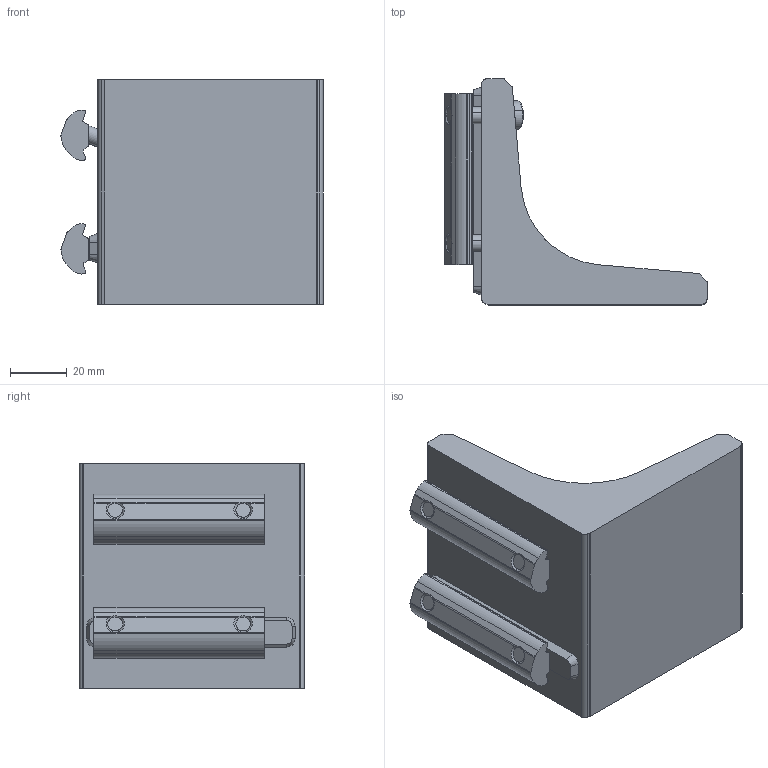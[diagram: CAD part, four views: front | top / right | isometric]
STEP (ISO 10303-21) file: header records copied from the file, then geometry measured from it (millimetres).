
FILE_DESCRIPTION (( 'STEP AP214' ), '1' );
FILE_NAME ('80mm MD Universal Corner Bracket Kit(40CUB-0521-001-01).STEP', '2023-08-08T21:16:32', ( '' ), ( '' ), 'SwSTEP 2.0', 'SolidWorks 2020', '' );
FILE_SCHEMA (( 'AUTOMOTIVE_DESIGN' ));
Length unit declared in the file: millimetre
Products named in the file (1): 80mm MD Universal Corner Bracket Kit(40CUB-0521-001-01)
Bounding box: 92.19 x 79.5 x 79 mm (x, y, z)
Volume: 175626.4 mm3; surface area: 39688.5 mm2
Topology: 7 solids, 7 shells, 253 faces, 602 edges, 372 vertices
Faces by surface type: cylinder 86, plane 83, cone 44, bspline 24, torus 16
Entity records: 7844 total; most frequent: CARTESIAN_POINT 1984, ORIENTED_EDGE 1204, DIRECTION 1186, EDGE_CURVE 602, AXIS2_PLACEMENT_3D 442, VERTEX_POINT 372, LINE 302, VECTOR 302
